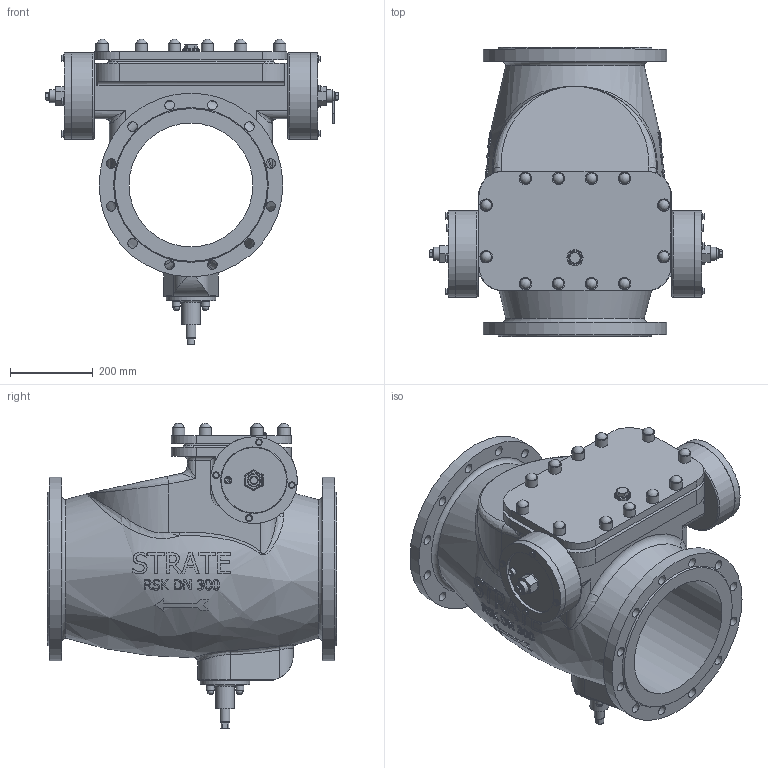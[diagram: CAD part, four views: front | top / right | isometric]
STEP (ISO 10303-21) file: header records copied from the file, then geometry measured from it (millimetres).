
FILE_DESCRIPTION(/* description */ (''),/* implementation_level */ '2;1');
FILE_NAME(/* name */ 'RSK DN300 FTU.stp',/* time_stamp */ '2019-08-20T16:41:12+02:00',/* author */ ('aunrein'),/* organization */ (''),/* preprocessor_version */ 'ST-DEVELOPER v16.13',/* originating_system */ 'Autodesk Inventor 2018',/* authorisation */ '');
FILE_SCHEMA (('AUTOMOTIVE_DESIGN { 1 0 10303 214 3 1 1 }'));
Length unit declared in the file: millimetre
Products named in the file (1): RSK DN300 FTU
Bounding box: 707.8 x 700 x 739.91 mm (x, y, z)
Volume: 65684169.4 mm3; surface area: 3068637 mm2
Topology: 57 solids, 57 shells, 1124 faces, 2578 edges, 1653 vertices
Faces by surface type: plane 523, bspline 255, cylinder 182, cone 120, torus 28, sphere 16
Full cylindrical faces by diameter (mm): 7.323 x8, 8 x8, 9.188 x2, 10 x2, 11.4 x8, 12 x2, 15.4 x2, 16 x8, 18 x3, 20 x10, 21 x1, 23 x24, 24 x1, 25 x1, 30 x12, 31.177 x1, 32 x2, 33.249 x1, 38.9 x1, 39 x1, 46 x1, 50 x2, 78.9 x1, 110 x2, 120 x1, 160 x2, 161 x2, 169.8 x2, 210 x4, 300 x1
Entity records: 37997 total; most frequent: CARTESIAN_POINT 13583, ORIENTED_EDGE 4680, DIRECTION 4445, EDGE_CURVE 2340, AXIS2_PLACEMENT_3D 1823, VERTEX_POINT 1615, EDGE_LOOP 1463, STYLED_ITEM 1180
